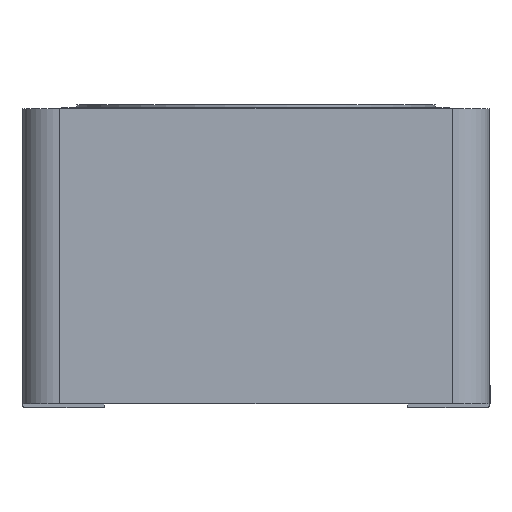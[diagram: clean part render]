
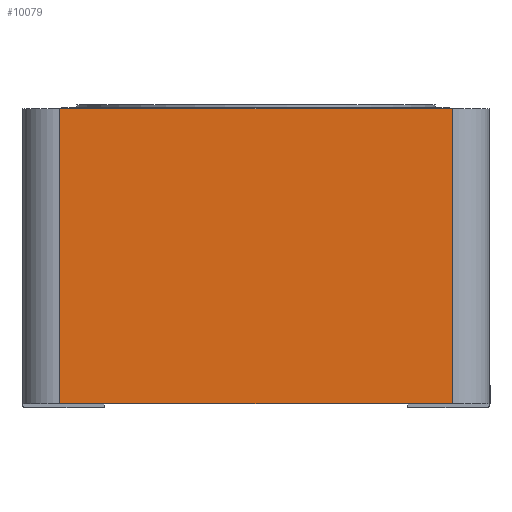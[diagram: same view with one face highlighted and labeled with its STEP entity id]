
A CAD part, front view. The second image highlights one B-rep face of the part: STEP entity #10079.
In plain terms, the highlighted planar face has unit normal (0, -1, 0).
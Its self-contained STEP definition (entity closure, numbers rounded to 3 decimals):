
#117 = PLANE ( 'NONE',  #8064 ) ;
#165 = ORIENTED_EDGE ( 'NONE', *, *, #5497, .T. ) ;
#260 = EDGE_CURVE ( 'NONE', #4234, #3330, #7743, .T. ) ;
#684 = CARTESIAN_POINT ( 'NONE',  ( -5.25, -6.25, 0. ) ) ;
#995 = CARTESIAN_POINT ( 'NONE',  ( -6.25, -6.25, 7.9 ) ) ;
#1346 = CARTESIAN_POINT ( 'NONE',  ( 5.25, -6.25, 7.9 ) ) ;
#2171 = VERTEX_POINT ( 'NONE', #5513 ) ;
#2818 = DIRECTION ( 'NONE',  ( 1., 0., 0. ) ) ;
#3097 = VECTOR ( 'NONE', #3351, 1000. ) ;
#3309 = CARTESIAN_POINT ( 'NONE',  ( -6.25, -6.25, 7.9 ) ) ;
#3330 = VERTEX_POINT ( 'NONE', #5107 ) ;
#3348 = ORIENTED_EDGE ( 'NONE', *, *, #4370, .F. ) ;
#3351 = DIRECTION ( 'NONE',  ( 1., 0., 0. ) ) ;
#3593 = LINE ( 'NONE', #6652, #3866 ) ;
#3866 = VECTOR ( 'NONE', #2818, 1000. ) ;
#3867 = CARTESIAN_POINT ( 'NONE',  ( 5.25, -6.25, 0. ) ) ;
#4234 = VERTEX_POINT ( 'NONE', #3867 ) ;
#4370 = EDGE_CURVE ( 'NONE', #2171, #3330, #6462, .T. ) ;
#4701 = ORIENTED_EDGE ( 'NONE', *, *, #260, .T. ) ;
#4951 = LINE ( 'NONE', #5874, #10067 ) ;
#5044 = FACE_OUTER_BOUND ( 'NONE', #7077, .T. ) ;
#5107 = CARTESIAN_POINT ( 'NONE',  ( 5.25, -6.25, 7.9 ) ) ;
#5497 = EDGE_CURVE ( 'NONE', #2171, #5920, #4951, .T. ) ;
#5513 = CARTESIAN_POINT ( 'NONE',  ( -5.25, -6.25, 7.9 ) ) ;
#5874 = CARTESIAN_POINT ( 'NONE',  ( -5.25, -6.25, 7.9 ) ) ;
#5920 = VERTEX_POINT ( 'NONE', #684 ) ;
#6462 = LINE ( 'NONE', #995, #3097 ) ;
#6464 = DIRECTION ( 'NONE',  ( 0., 1., 0. ) ) ;
#6611 = DIRECTION ( 'NONE',  ( 0., 0., 1. ) ) ;
#6652 = CARTESIAN_POINT ( 'NONE',  ( -6.25, -6.25, 0. ) ) ;
#6967 = DIRECTION ( 'NONE',  ( 0., 0., 1. ) ) ;
#7077 = EDGE_LOOP ( 'NONE', ( #8303, #4701, #3348, #165 ) ) ;
#7641 = EDGE_CURVE ( 'NONE', #5920, #4234, #3593, .T. ) ;
#7743 = LINE ( 'NONE', #1346, #9305 ) ;
#8064 = AXIS2_PLACEMENT_3D ( 'NONE', #3309, #6464, #6611 ) ;
#8303 = ORIENTED_EDGE ( 'NONE', *, *, #7641, .T. ) ;
#9305 = VECTOR ( 'NONE', #6967, 1000. ) ;
#9889 = DIRECTION ( 'NONE',  ( 0., 0., -1. ) ) ;
#10067 = VECTOR ( 'NONE', #9889, 1000. ) ;
#10079 = ADVANCED_FACE ( 'NONE', ( #5044 ), #117, .F. ) ;
